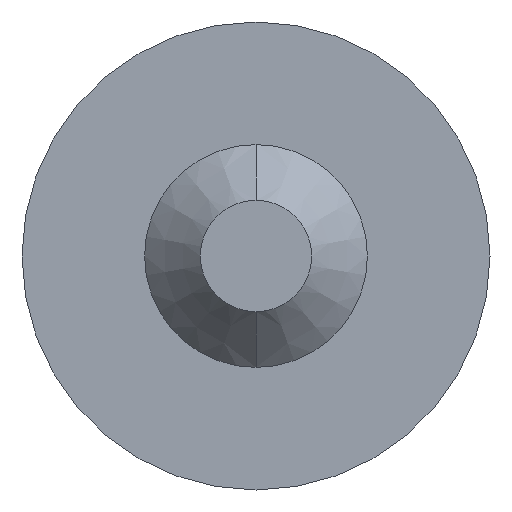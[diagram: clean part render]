
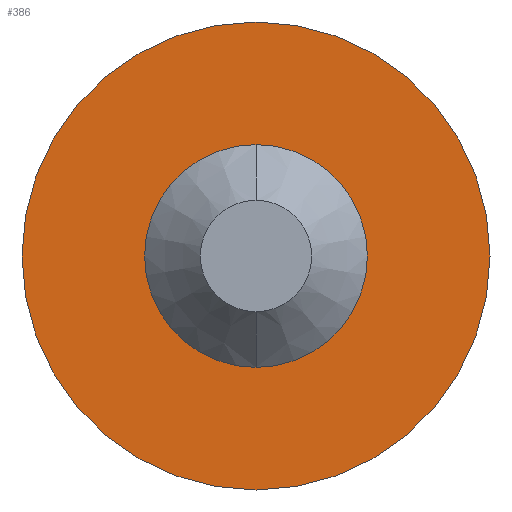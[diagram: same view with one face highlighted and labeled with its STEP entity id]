
A CAD part, front view. The second image highlights one B-rep face of the part: STEP entity #386.
In plain terms, the highlighted planar face has unit normal (0, -1, 0).
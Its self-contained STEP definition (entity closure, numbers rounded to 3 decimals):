
#5 = VERTEX_POINT ( 'NONE', #236 ) ;
#12 = EDGE_CURVE ( 'Defeature ausgef�hrt1_5+Defeature ausgef�hrt1_3+Defeature ausgef�hrt1_3+Defeature ausgef�hrt1_3', #5, #249, #374, .T. ) ;
#22 = AXIS2_PLACEMENT_3D ( 'NONE', #362, #81, #86 ) ;
#46 = CARTESIAN_POINT ( 'NONE',  ( 0., 0., 0. ) ) ;
#55 = AXIS2_PLACEMENT_3D ( 'NONE', #348, #176, #107 ) ;
#58 = CIRCLE ( 'NONE', #100, 2.1 ) ;
#67 = EDGE_LOOP ( 'NONE', ( #352, #96 ) ) ;
#81 = DIRECTION ( 'NONE',  ( 0., -1., 0. ) ) ;
#86 = DIRECTION ( 'NONE',  ( 0., 0., -1. ) ) ;
#93 = VERTEX_POINT ( 'NONE', #285 ) ;
#96 = ORIENTED_EDGE ( 'NONE', *, *, #331, .T. ) ;
#100 = AXIS2_PLACEMENT_3D ( 'NONE', #46, #227, #296 ) ;
#107 = DIRECTION ( 'NONE',  ( 0., 0., 1. ) ) ;
#110 = AXIS2_PLACEMENT_3D ( 'NONE', #146, #238, #364 ) ;
#146 = CARTESIAN_POINT ( 'NONE',  ( 0., 0., 0. ) ) ;
#162 = EDGE_LOOP ( 'NONE', ( #350, #200 ) ) ;
#176 = DIRECTION ( 'NONE',  ( 0., 1., 0. ) ) ;
#200 = ORIENTED_EDGE ( 'NONE', *, *, #12, .T. ) ;
#209 = CARTESIAN_POINT ( 'NONE',  ( 0., 0., -2.1 ) ) ;
#212 = CARTESIAN_POINT ( 'NONE',  ( 0., 0., 0. ) ) ;
#214 = CARTESIAN_POINT ( 'NONE',  ( 0., 0., -1. ) ) ;
#225 = CIRCLE ( 'NONE', #55, 1. ) ;
#227 = DIRECTION ( 'NONE',  ( 0., -1., 0. ) ) ;
#236 = CARTESIAN_POINT ( 'NONE',  ( 0., 0., 2.1 ) ) ;
#238 = DIRECTION ( 'NONE',  ( 0., -1., 0. ) ) ;
#239 = DIRECTION ( 'NONE',  ( 0., 0., 1. ) ) ;
#243 = FACE_BOUND ( 'NONE', #67, .T. ) ;
#249 = VERTEX_POINT ( 'NONE', #209 ) ;
#266 = EDGE_CURVE ( 'Defeature ausgef�hrt1_5+Defeature ausgef�hrt1_0+Defeature ausgef�hrt1_0+Defeature ausgef�hrt1_0', #93, #314, #225, .T. ) ;
#269 = PLANE ( 'NONE',  #110 ) ;
#276 = EDGE_CURVE ( 'Defeature ausgef�hrt1_5+Defeature ausgef�hrt1_3+Defeature ausgef�hrt1_3+Defeature ausgef�hrt1_3', #249, #5, #58, .T. ) ;
#278 = CIRCLE ( 'NONE', #334, 1. ) ;
#285 = CARTESIAN_POINT ( 'NONE',  ( 0., 0., 1. ) ) ;
#296 = DIRECTION ( 'NONE',  ( 0., 0., -1. ) ) ;
#302 = FACE_OUTER_BOUND ( 'NONE', #162, .T. ) ;
#314 = VERTEX_POINT ( 'NONE', #214 ) ;
#331 = EDGE_CURVE ( 'Defeature ausgef�hrt1_5+Defeature ausgef�hrt1_0+Defeature ausgef�hrt1_0+Defeature ausgef�hrt1_0', #314, #93, #278, .T. ) ;
#334 = AXIS2_PLACEMENT_3D ( 'NONE', #212, #370, #239 ) ;
#348 = CARTESIAN_POINT ( 'NONE',  ( 0., 0., 0. ) ) ;
#350 = ORIENTED_EDGE ( 'NONE', *, *, #276, .T. ) ;
#352 = ORIENTED_EDGE ( 'NONE', *, *, #266, .T. ) ;
#362 = CARTESIAN_POINT ( 'NONE',  ( 0., 0., 0. ) ) ;
#364 = DIRECTION ( 'NONE',  ( 0., 0., -1. ) ) ;
#370 = DIRECTION ( 'NONE',  ( 0., 1., 0. ) ) ;
#374 = CIRCLE ( 'NONE', #22, 2.1 ) ;
#386 = ADVANCED_FACE ( 'Defeature ausgef�hrt1_5', ( #243, #302 ), #269, .T. ) ;
